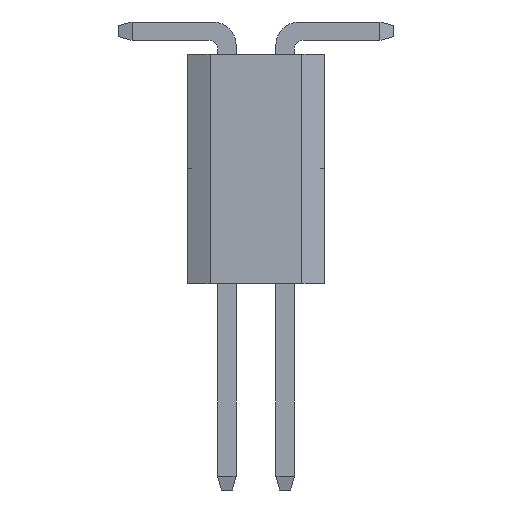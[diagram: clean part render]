
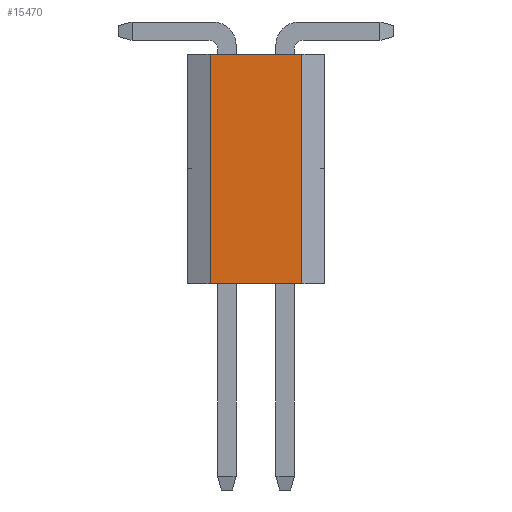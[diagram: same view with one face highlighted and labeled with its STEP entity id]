
A CAD part, left-side view. The second image highlights one B-rep face of the part: STEP entity #15470.
In plain terms, the highlighted planar face has unit normal (-1, 0, 0).
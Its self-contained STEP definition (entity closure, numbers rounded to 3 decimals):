
#721 = CARTESIAN_POINT ( 'NONE',  ( -12.7, 1., 0. ) ) ;
#1936 = CARTESIAN_POINT ( 'NONE',  ( -12.7, -1., 0. ) ) ;
#2949 = AXIS2_PLACEMENT_3D ( 'NONE', #32833, #37415, #14459 ) ;
#7422 = VERTEX_POINT ( 'NONE', #31456 ) ;
#9032 = EDGE_LOOP ( 'NONE', ( #51994, #17093, #42314, #59260 ) ) ;
#11945 = DIRECTION ( 'NONE',  ( 0., -1., 0. ) ) ;
#13781 = VECTOR ( 'NONE', #11945, 1000. ) ;
#14459 = DIRECTION ( 'NONE',  ( 0., 0., -1. ) ) ;
#15470 = ADVANCED_FACE ( 'NONE', ( #46590 ), #60065, .F. ) ;
#17093 = ORIENTED_EDGE ( 'NONE', *, *, #46584, .T. ) ;
#26383 = DIRECTION ( 'NONE',  ( 0., -1., 0. ) ) ;
#27723 = CARTESIAN_POINT ( 'NONE',  ( -12.7, -1., 0. ) ) ;
#28031 = LINE ( 'NONE', #27723, #46675 ) ;
#30255 = VERTEX_POINT ( 'NONE', #1936 ) ;
#31456 = CARTESIAN_POINT ( 'NONE',  ( -12.7, 1., 5. ) ) ;
#32833 = CARTESIAN_POINT ( 'NONE',  ( -12.7, -1.5, 2.5 ) ) ;
#33780 = LINE ( 'NONE', #42934, #38188 ) ;
#35206 = LINE ( 'NONE', #53857, #13781 ) ;
#36680 = CARTESIAN_POINT ( 'NONE',  ( -12.7, -1., 5. ) ) ;
#37415 = DIRECTION ( 'NONE',  ( 1., 0., 0. ) ) ;
#38188 = VECTOR ( 'NONE', #53017, 1000. ) ;
#42066 = DIRECTION ( 'NONE',  ( 0., 0., 1. ) ) ;
#42314 = ORIENTED_EDGE ( 'NONE', *, *, #58956, .F. ) ;
#42934 = CARTESIAN_POINT ( 'NONE',  ( -12.7, 1., 0. ) ) ;
#45008 = CARTESIAN_POINT ( 'NONE',  ( -12.7, -1.5, 0. ) ) ;
#46107 = EDGE_CURVE ( 'NONE', #58297, #30255, #49598, .T. ) ;
#46584 = EDGE_CURVE ( 'NONE', #30255, #49518, #28031, .T. ) ;
#46590 = FACE_OUTER_BOUND ( 'NONE', #9032, .T. ) ;
#46675 = VECTOR ( 'NONE', #42066, 1000. ) ;
#49518 = VERTEX_POINT ( 'NONE', #36680 ) ;
#49598 = LINE ( 'NONE', #45008, #57385 ) ;
#51994 = ORIENTED_EDGE ( 'NONE', *, *, #46107, .T. ) ;
#53017 = DIRECTION ( 'NONE',  ( 0., 0., 1. ) ) ;
#53857 = CARTESIAN_POINT ( 'NONE',  ( -12.7, -1.5, 5. ) ) ;
#57385 = VECTOR ( 'NONE', #26383, 1000. ) ;
#58297 = VERTEX_POINT ( 'NONE', #721 ) ;
#58956 = EDGE_CURVE ( 'NONE', #7422, #49518, #35206, .T. ) ;
#59260 = ORIENTED_EDGE ( 'NONE', *, *, #59267, .F. ) ;
#59267 = EDGE_CURVE ( 'NONE', #58297, #7422, #33780, .T. ) ;
#60065 = PLANE ( 'NONE',  #2949 ) ;
